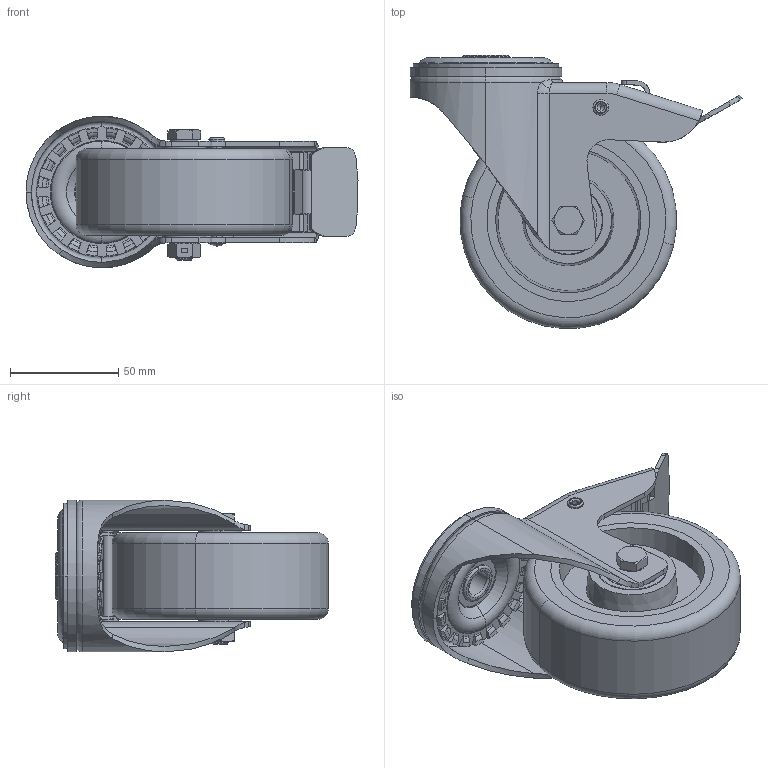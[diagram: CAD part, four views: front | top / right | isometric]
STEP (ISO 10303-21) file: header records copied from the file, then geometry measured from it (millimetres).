
FILE_DESCRIPTION (( 'STEP AP214' ), '1' );
FILE_NAME ('0055816.step', '2023-07-27T08:25:22', ( '' ), ( '' ), 'SwSTEP 2.0', 'SolidWorks 2020', '' );
FILE_SCHEMA (( 'AUTOMOTIVE_DESIGN' ));
Length unit declared in the file: millimetre
Products named in the file (1): 0055816
Bounding box: 153.13 x 125.92 x 70 mm (x, y, z)
Volume: 327081.5 mm3; surface area: 141354.3 mm2
Topology: 23 solids, 24 shells, 1079 faces, 2607 edges, 1592 vertices
Faces by surface type: plane 352, cylinder 296, torus 203, cone 142, bspline 84, sphere 2
Entity records: 53266 total; most frequent: CARTESIAN_POINT 16807, ORIENTED_EDGE 5208, DIRECTION 4901, EDGE_CURVE 2604, AXIS2_PLACEMENT_3D 1981, VERTEX_POINT 1592, EDGE_LOOP 1158, UNCERTAINTY_MEASURE_WITH_UNIT 1104
